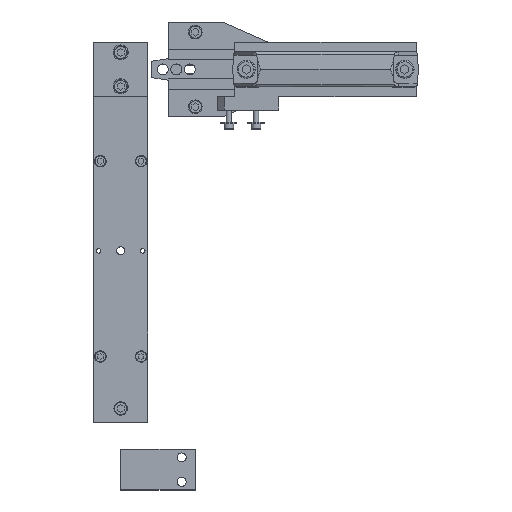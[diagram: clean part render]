
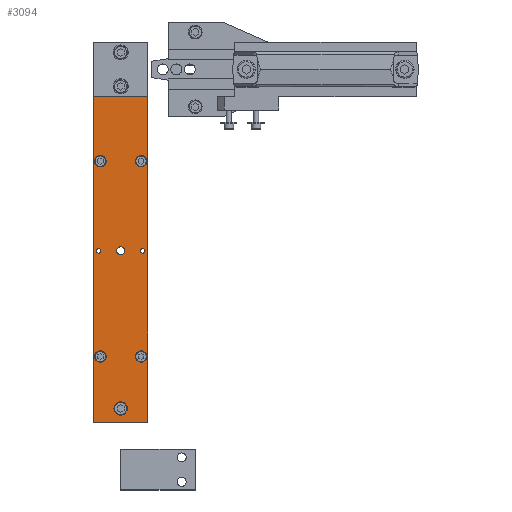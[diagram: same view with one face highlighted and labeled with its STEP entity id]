
A CAD part, top view. The second image highlights one B-rep face of the part: STEP entity #3094.
In plain terms, the highlighted planar face has unit normal (0, 0, 1).
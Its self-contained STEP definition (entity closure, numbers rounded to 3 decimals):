
#34=DIRECTION('',(0.,-1.,0.));
#35=VECTOR('',#34,240.);
#36=CARTESIAN_POINT('',(-20.,-20.,6.));
#37=LINE('',#36,#35);
#86=DIRECTION('',(0.,1.,0.));
#87=VECTOR('',#86,240.);
#88=CARTESIAN_POINT('',(20.,-260.,6.));
#89=LINE('',#88,#87);
#394=DIRECTION('',(1.,0.,0.));
#395=VECTOR('',#394,40.);
#396=CARTESIAN_POINT('',(-20.,-20.,6.));
#397=LINE('',#396,#395);
#398=CARTESIAN_POINT('',(-16.25,-133.7,6.));
#399=DIRECTION('',(0.,0.,1.));
#400=DIRECTION('',(1.,0.,0.));
#401=AXIS2_PLACEMENT_3D('',#398,#399,#400);
#403=CARTESIAN_POINT('',(-16.25,-133.7,6.));
#404=DIRECTION('',(0.,0.,1.));
#405=DIRECTION('',(-1.,0.,0.));
#406=AXIS2_PLACEMENT_3D('',#403,#404,#405);
#408=CARTESIAN_POINT('',(16.25,-133.7,6.));
#409=DIRECTION('',(0.,0.,1.));
#410=DIRECTION('',(1.,0.,0.));
#411=AXIS2_PLACEMENT_3D('',#408,#409,#410);
#413=CARTESIAN_POINT('',(16.25,-133.7,6.));
#414=DIRECTION('',(0.,0.,1.));
#415=DIRECTION('',(-1.,0.,0.));
#416=AXIS2_PLACEMENT_3D('',#413,#414,#415);
#418=CARTESIAN_POINT('',(0.,-133.7,6.));
#419=DIRECTION('',(0.,0.,1.));
#420=DIRECTION('',(1.,0.,0.));
#421=AXIS2_PLACEMENT_3D('',#418,#419,#420);
#423=CARTESIAN_POINT('',(0.,-133.7,6.));
#424=DIRECTION('',(0.,0.,1.));
#425=DIRECTION('',(-1.,0.,0.));
#426=AXIS2_PLACEMENT_3D('',#423,#424,#425);
#428=CARTESIAN_POINT('',(0.,-250.,6.));
#429=DIRECTION('',(0.,0.,1.));
#430=DIRECTION('',(-1.,0.,0.));
#431=AXIS2_PLACEMENT_3D('',#428,#429,#430);
#433=CARTESIAN_POINT('',(0.,-250.,6.));
#434=DIRECTION('',(0.,0.,1.));
#435=DIRECTION('',(1.,0.,0.));
#436=AXIS2_PLACEMENT_3D('',#433,#434,#435);
#438=CARTESIAN_POINT('',(15.,-67.7,6.));
#439=DIRECTION('',(0.,0.,1.));
#440=DIRECTION('',(-1.,0.,0.));
#441=AXIS2_PLACEMENT_3D('',#438,#439,#440);
#443=CARTESIAN_POINT('',(15.,-67.7,6.));
#444=DIRECTION('',(0.,0.,1.));
#445=DIRECTION('',(1.,0.,0.));
#446=AXIS2_PLACEMENT_3D('',#443,#444,#445);
#448=CARTESIAN_POINT('',(-15.,-67.7,6.));
#449=DIRECTION('',(0.,0.,1.));
#450=DIRECTION('',(-1.,0.,0.));
#451=AXIS2_PLACEMENT_3D('',#448,#449,#450);
#453=CARTESIAN_POINT('',(-15.,-67.7,6.));
#454=DIRECTION('',(0.,0.,1.));
#455=DIRECTION('',(1.,0.,0.));
#456=AXIS2_PLACEMENT_3D('',#453,#454,#455);
#458=CARTESIAN_POINT('',(15.,-211.7,6.));
#459=DIRECTION('',(0.,0.,1.));
#460=DIRECTION('',(-1.,0.,0.));
#461=AXIS2_PLACEMENT_3D('',#458,#459,#460);
#463=CARTESIAN_POINT('',(15.,-211.7,6.));
#464=DIRECTION('',(0.,0.,1.));
#465=DIRECTION('',(1.,0.,0.));
#466=AXIS2_PLACEMENT_3D('',#463,#464,#465);
#468=CARTESIAN_POINT('',(-15.,-211.7,6.));
#469=DIRECTION('',(0.,0.,1.));
#470=DIRECTION('',(-1.,0.,0.));
#471=AXIS2_PLACEMENT_3D('',#468,#469,#470);
#473=CARTESIAN_POINT('',(-15.,-211.7,6.));
#474=DIRECTION('',(0.,0.,1.));
#475=DIRECTION('',(1.,0.,0.));
#476=AXIS2_PLACEMENT_3D('',#473,#474,#475);
#482=DIRECTION('',(1.,0.,0.));
#483=VECTOR('',#482,40.);
#484=CARTESIAN_POINT('',(-20.,-260.,6.));
#485=LINE('',#484,#483);
#1902=CARTESIAN_POINT('',(-20.,-20.,6.));
#1903=VERTEX_POINT('',#1902);
#1904=CARTESIAN_POINT('',(-20.,-260.,6.));
#1905=VERTEX_POINT('',#1904);
#1928=CARTESIAN_POINT('',(20.,-20.,6.));
#1930=VERTEX_POINT('',#1928);
#1946=CARTESIAN_POINT('',(20.,-260.,6.));
#1947=VERTEX_POINT('',#1946);
#2040=CARTESIAN_POINT('',(-14.55,-133.7,6.));
#2041=CARTESIAN_POINT('',(-17.95,-133.7,6.));
#2042=VERTEX_POINT('',#2040);
#2043=VERTEX_POINT('',#2041);
#2044=CARTESIAN_POINT('',(17.95,-133.7,6.));
#2045=CARTESIAN_POINT('',(14.55,-133.7,6.));
#2046=VERTEX_POINT('',#2044);
#2047=VERTEX_POINT('',#2045);
#2048=CARTESIAN_POINT('',(3.,-133.7,6.));
#2049=CARTESIAN_POINT('',(-3.,-133.7,6.));
#2050=VERTEX_POINT('',#2048);
#2051=VERTEX_POINT('',#2049);
#2052=CARTESIAN_POINT('',(-5.,-250.,6.));
#2053=CARTESIAN_POINT('',(5.,-250.,6.));
#2054=VERTEX_POINT('',#2052);
#2055=VERTEX_POINT('',#2053);
#2056=CARTESIAN_POINT('',(12.5,-67.7,6.));
#2057=CARTESIAN_POINT('',(17.5,-67.7,6.));
#2058=VERTEX_POINT('',#2056);
#2059=VERTEX_POINT('',#2057);
#2060=CARTESIAN_POINT('',(-17.5,-67.7,6.));
#2061=CARTESIAN_POINT('',(-12.5,-67.7,6.));
#2062=VERTEX_POINT('',#2060);
#2063=VERTEX_POINT('',#2061);
#2064=CARTESIAN_POINT('',(12.5,-211.7,6.));
#2065=CARTESIAN_POINT('',(17.5,-211.7,6.));
#2066=VERTEX_POINT('',#2064);
#2067=VERTEX_POINT('',#2065);
#2068=CARTESIAN_POINT('',(-17.5,-211.7,6.));
#2069=CARTESIAN_POINT('',(-12.5,-211.7,6.));
#2070=VERTEX_POINT('',#2068);
#2071=VERTEX_POINT('',#2069);
#3034=CARTESIAN_POINT('',(0.,20.,6.));
#3035=DIRECTION('',(0.,0.,1.));
#3036=DIRECTION('',(1.,0.,0.));
#3037=AXIS2_PLACEMENT_3D('',#3034,#3035,#3036);
#3038=PLANE('',#3037);
#3039=ORIENTED_EDGE('',*,*,#2561,.T.);
#3040=ORIENTED_EDGE('',*,*,#2538,.F.);
#3042=ORIENTED_EDGE('',*,*,#3041,.F.);
#3043=ORIENTED_EDGE('',*,*,#2467,.F.);
#3044=EDGE_LOOP('',(#3039,#3040,#3042,#3043));
#3045=FACE_OUTER_BOUND('',#3044,.F.);
#3047=ORIENTED_EDGE('',*,*,#3046,.T.);
#3049=ORIENTED_EDGE('',*,*,#3048,.T.);
#3050=EDGE_LOOP('',(#3047,#3049));
#3051=FACE_BOUND('',#3050,.F.);
#3053=ORIENTED_EDGE('',*,*,#3052,.T.);
#3055=ORIENTED_EDGE('',*,*,#3054,.T.);
#3056=EDGE_LOOP('',(#3053,#3055));
#3057=FACE_BOUND('',#3056,.F.);
#3059=ORIENTED_EDGE('',*,*,#3058,.T.);
#3061=ORIENTED_EDGE('',*,*,#3060,.T.);
#3062=EDGE_LOOP('',(#3059,#3061));
#3063=FACE_BOUND('',#3062,.F.);
#3065=ORIENTED_EDGE('',*,*,#3064,.T.);
#3067=ORIENTED_EDGE('',*,*,#3066,.T.);
#3068=EDGE_LOOP('',(#3065,#3067));
#3069=FACE_BOUND('',#3068,.F.);
#3071=ORIENTED_EDGE('',*,*,#3070,.T.);
#3073=ORIENTED_EDGE('',*,*,#3072,.T.);
#3074=EDGE_LOOP('',(#3071,#3073));
#3075=FACE_BOUND('',#3074,.F.);
#3077=ORIENTED_EDGE('',*,*,#3076,.T.);
#3079=ORIENTED_EDGE('',*,*,#3078,.T.);
#3080=EDGE_LOOP('',(#3077,#3079));
#3081=FACE_BOUND('',#3080,.F.);
#3083=ORIENTED_EDGE('',*,*,#3082,.T.);
#3085=ORIENTED_EDGE('',*,*,#3084,.T.);
#3086=EDGE_LOOP('',(#3083,#3085));
#3087=FACE_BOUND('',#3086,.F.);
#3089=ORIENTED_EDGE('',*,*,#3088,.T.);
#3091=ORIENTED_EDGE('',*,*,#3090,.T.);
#3092=EDGE_LOOP('',(#3089,#3091));
#3093=FACE_BOUND('',#3092,.F.);
#3094=ADVANCED_FACE('',(#3045,#3051,#3057,#3063,#3069,#3075,#3081,#3087,#3093),
#3038,.T.);
#402=CIRCLE('',#401,1.7);
#407=CIRCLE('',#406,1.7);
#412=CIRCLE('',#411,1.7);
#417=CIRCLE('',#416,1.7);
#422=CIRCLE('',#421,3.);
#427=CIRCLE('',#426,3.);
#432=CIRCLE('',#431,5.);
#437=CIRCLE('',#436,5.);
#442=CIRCLE('',#441,2.5);
#447=CIRCLE('',#446,2.5);
#452=CIRCLE('',#451,2.5);
#457=CIRCLE('',#456,2.5);
#462=CIRCLE('',#461,2.5);
#467=CIRCLE('',#466,2.5);
#472=CIRCLE('',#471,2.5);
#477=CIRCLE('',#476,2.5);
#2467=EDGE_CURVE('',#1903,#1905,#37,.T.);
#2538=EDGE_CURVE('',#1947,#1930,#89,.T.);
#2561=EDGE_CURVE('',#1903,#1930,#397,.T.);
#3041=EDGE_CURVE('',#1905,#1947,#485,.T.);
#3046=EDGE_CURVE('',#2042,#2043,#402,.T.);
#3048=EDGE_CURVE('',#2043,#2042,#407,.T.);
#3052=EDGE_CURVE('',#2046,#2047,#412,.T.);
#3054=EDGE_CURVE('',#2047,#2046,#417,.T.);
#3058=EDGE_CURVE('',#2050,#2051,#422,.T.);
#3060=EDGE_CURVE('',#2051,#2050,#427,.T.);
#3064=EDGE_CURVE('',#2054,#2055,#432,.T.);
#3066=EDGE_CURVE('',#2055,#2054,#437,.T.);
#3070=EDGE_CURVE('',#2058,#2059,#442,.T.);
#3072=EDGE_CURVE('',#2059,#2058,#447,.T.);
#3076=EDGE_CURVE('',#2062,#2063,#452,.T.);
#3078=EDGE_CURVE('',#2063,#2062,#457,.T.);
#3082=EDGE_CURVE('',#2066,#2067,#462,.T.);
#3084=EDGE_CURVE('',#2067,#2066,#467,.T.);
#3088=EDGE_CURVE('',#2070,#2071,#472,.T.);
#3090=EDGE_CURVE('',#2071,#2070,#477,.T.);
